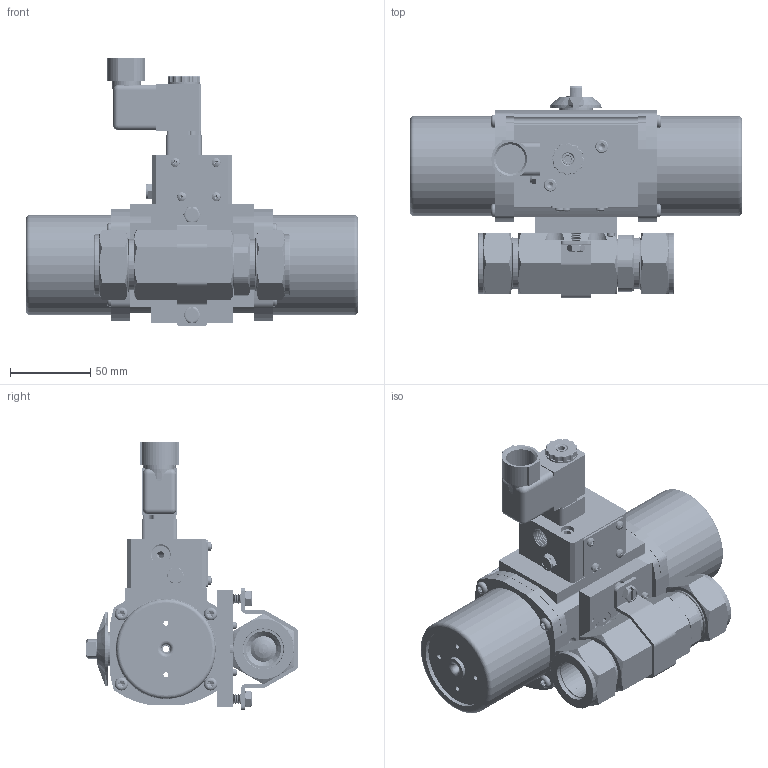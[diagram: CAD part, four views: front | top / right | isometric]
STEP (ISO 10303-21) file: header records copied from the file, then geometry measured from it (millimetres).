
FILE_DESCRIPTION (( 'STEP AP203' ), '1' );
FILE_NAME ('8206XXC16A512SR3GPDC.step', '2018-04-30T17:33:30', ( '' ), ( '' ), 'SwSTEP 2.0', 'SolidWorks 2017', '' );
FILE_SCHEMA (( 'CONFIG_CONTROL_DESIGN' ));
Length unit declared in the file: inch
Products named in the file (1): 8206XXC16A512SR3GPDC
Bounding box: 206.38 x 131.43 x 166.88 mm (x, y, z)
Volume: 611545.9 mm3; surface area: 272830.6 mm2
Topology: 64 solids, 64 shells, 4984 faces, 12995 edges, 8142 vertices
Faces by surface type: cylinder 2538, cone 1322, plane 808, torus 179, bspline 119, sphere 18
Entity records: 189497 total; most frequent: CARTESIAN_POINT 72255, ORIENTED_EDGE 25674, DIRECTION 24542, EDGE_CURVE 12837, AXIS2_PLACEMENT_3D 9855, VERTEX_POINT 8138, EDGE_LOOP 5359, CIRCLE 4989
